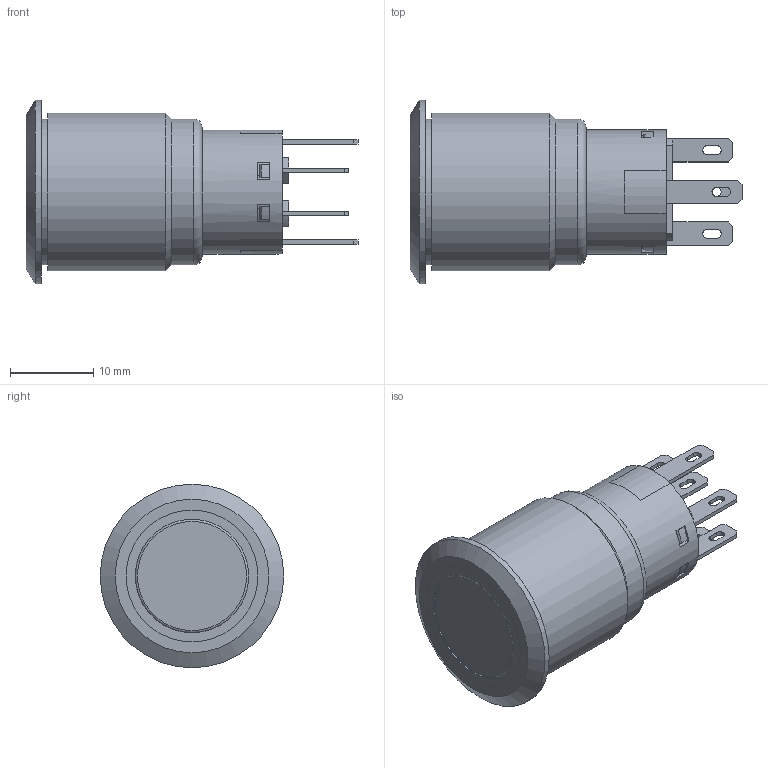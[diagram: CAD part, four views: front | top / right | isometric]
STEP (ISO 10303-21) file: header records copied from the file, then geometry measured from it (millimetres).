
FILE_DESCRIPTION(/* description */ ('','CAx-IF Rec.Pracs.---Representation and Presentation of Product Manufacturing Information (PMI)---4.0---2014-10-13'),/* implementation_level */ '2;1');
FILE_NAME(/* name */ 'PV4F2B0xx-3Rx.stp',/* time_stamp */ '2019-06-11T15:04:42-05:00',/* author */ ('mroman'),/* organization */ (''),/* preprocessor_version */ 'ST-DEVELOPER v17',/* originating_system */ 'Autodesk Inventor 2018',/* authorisation */ '');
FILE_SCHEMA (('AP242_MANAGED_MODEL_BASED_3D_ENGINEERING_MIM_LF { 1 0 10303 442 1 1 4 }'));
Length unit declared in the file: millimetre
Products named in the file (1): PV4F2B0xx-3Rx
Bounding box: 39.8 x 22 x 22 mm (x, y, z)
Volume: 4920.6 mm3; surface area: 4116.9 mm2
Topology: 1 solids, 2 shells, 257 faces, 714 edges, 476 vertices
Faces by surface type: plane 181, cylinder 40, bspline 27, cone 6, torus 3
Full cylindrical faces by diameter (mm): 12.8 x1, 13.6 x2, 14.9 x1, 15 x1, 15.8 x1, 17.5 x2, 18.9 x1, 22 x1
Entity records: 8559 total; most frequent: CARTESIAN_POINT 1840, ORIENTED_EDGE 1428, DIRECTION 1303, EDGE_CURVE 714, LINE 497, VECTOR 497, VERTEX_POINT 476, AXIS2_PLACEMENT_3D 407
